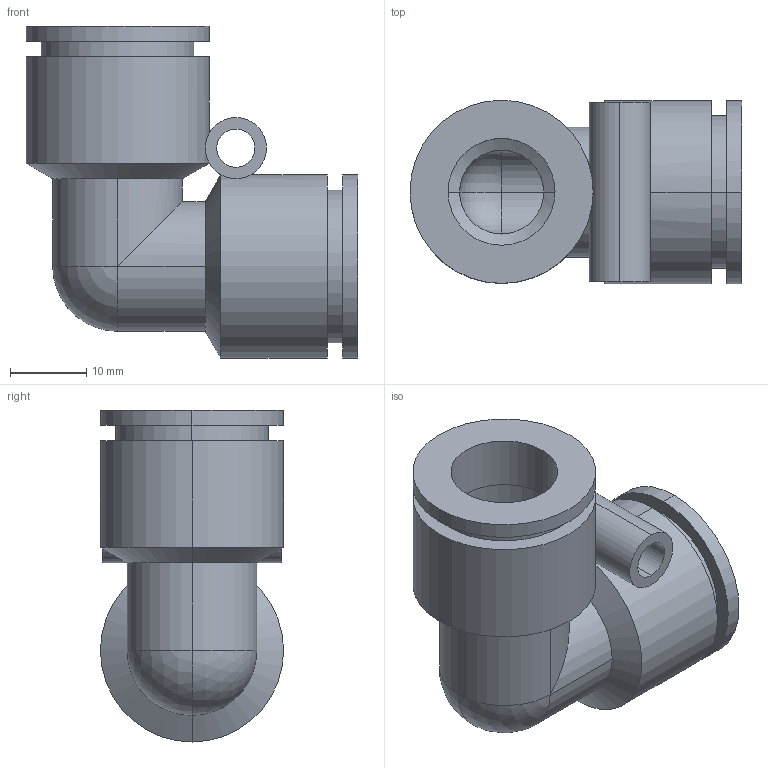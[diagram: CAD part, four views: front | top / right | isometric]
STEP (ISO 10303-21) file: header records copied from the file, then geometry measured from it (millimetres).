
FILE_DESCRIPTION (( 'STEP AP214' ), '1' );
FILE_NAME ('14mm Corner Fitting.STEP', '2020-09-19T06:09:40', ( '' ), ( '' ), 'SwSTEP 2.0', 'SolidWorks 2020', '' );
FILE_SCHEMA (( 'AUTOMOTIVE_DESIGN' ));
Length unit declared in the file: millimetre
Products named in the file (1): 14mm Corner Fitting
Bounding box: 43.5 x 24 x 43.5 mm (x, y, z)
Volume: 12810.4 mm3; surface area: 9554.8 mm2
Topology: 1 solids, 1 shells, 62 faces, 139 edges, 80 vertices
Faces by surface type: cylinder 40, plane 10, cone 8, sphere 4
Entity records: 2009 total; most frequent: CARTESIAN_POINT 396, DIRECTION 325, ORIENTED_EDGE 270, AXIS2_PLACEMENT_3D 137, EDGE_CURVE 135, VERTEX_POINT 80, CIRCLE 74, EDGE_LOOP 73
